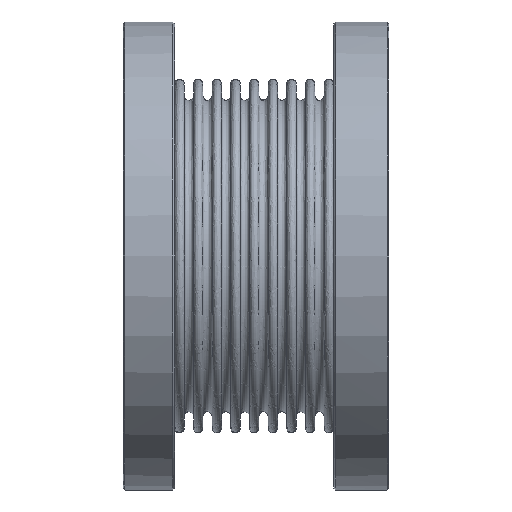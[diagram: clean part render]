
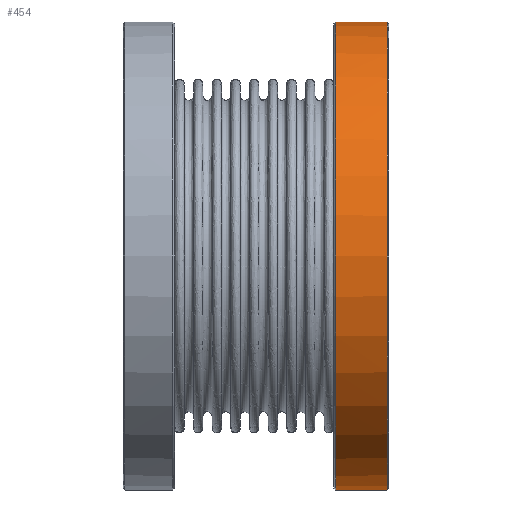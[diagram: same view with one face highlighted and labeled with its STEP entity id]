
A CAD part, front view. The second image highlights one B-rep face of the part: STEP entity #454.
In plain terms, the highlighted cylindrical face has radius 101.2 mm (diameter 202.4 mm), a partial arc.
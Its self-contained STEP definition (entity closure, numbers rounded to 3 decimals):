
#454=ADVANCED_FACE('',(#3289),#3288,.T.);
#3288=CYLINDRICAL_SURFACE('',#6946,101.2);
#3289=FACE_OUTER_BOUND('',#6947,.T.);
#6943=CARTESIAN_POINT('',(0.,0.,0.));
#6944=DIRECTION('',(1.,0.,0.));
#6945=DIRECTION('',(0.,0.,-1.));
#6946=AXIS2_PLACEMENT_3D('',#6943,#6944,#6945);
#6947=EDGE_LOOP('',(#8530,#8531,#8532,#8533,#8534,#8535,#8536,#8537));
#8530=ORIENTED_EDGE('',*,*,#9319,.F.);
#8531=ORIENTED_EDGE('',*,*,#9316,.T.);
#8532=ORIENTED_EDGE('',*,*,#9144,.F.);
#8533=ORIENTED_EDGE('',*,*,#9132,.T.);
#8534=ORIENTED_EDGE('',*,*,#9183,.T.);
#8535=ORIENTED_EDGE('',*,*,#9221,.F.);
#8536=ORIENTED_EDGE('',*,*,#9225,.F.);
#8537=ORIENTED_EDGE('',*,*,#9318,.F.);
#9132=EDGE_CURVE('',#12684,#12685,#12686,.T.);
#9144=EDGE_CURVE('',#12684,#12767,#12768,.T.);
#9183=EDGE_CURVE('',#12685,#13030,#13037,.T.);
#9221=EDGE_CURVE('',#13293,#13030,#13300,.T.);
#9225=EDGE_CURVE('',#13319,#13293,#13326,.T.);
#9316=EDGE_CURVE('',#13920,#12767,#13921,.T.);
#9318=EDGE_CURVE('',#13927,#13319,#13934,.T.);
#9319=EDGE_CURVE('',#13920,#13927,#13940,.T.);
#12684=VERTEX_POINT('',#16534);
#12685=VERTEX_POINT('',#16535);
#12686=LINE('',#16536,#16537);
#12767=VERTEX_POINT('',#16585);
#12768=CIRCLE('',#16589,101.2);
#13030=VERTEX_POINT('',#16771);
#13037=CIRCLE('',#16779,101.2);
#13293=VERTEX_POINT('',#16953);
#13300=LINE('',#16957,#16958);
#13319=VERTEX_POINT('',#16969);
#13326=CIRCLE('',#16977,101.2);
#13920=VERTEX_POINT('',#17302);
#13921=(BOUNDED_CURVE() B_SPLINE_CURVE(1,(#17303,#17304),.UNSPECIFIED.,.F.,.F.) B_SPLINE_CURVE_WITH_KNOTS((2,2),(0.083,0.909),.UNSPECIFIED.) CURVE() GEOMETRIC_REPRESENTATION_ITEM() RATIONAL_B_SPLINE_CURVE((1.,1.)) REPRESENTATION_ITEM('') );
#13927=VERTEX_POINT('',#17305);
#13934=(BOUNDED_CURVE() B_SPLINE_CURVE(1,(#17310,#17311),.UNSPECIFIED.,.F.,.F.) B_SPLINE_CURVE_WITH_KNOTS((2,2),(0.083,0.909),.UNSPECIFIED.) CURVE() GEOMETRIC_REPRESENTATION_ITEM() RATIONAL_B_SPLINE_CURVE((0.75,0.75)) REPRESENTATION_ITEM('') );
#13940=CIRCLE('',#17315,101.2);
#16534=CARTESIAN_POINT('',(-1.,-1.,-101.195));
#16535=CARTESIAN_POINT('',(-0.8,-1.,-101.195));
#16536=CARTESIAN_POINT('',(-1.,-1.,-101.195));
#16537=VECTOR('',#16538,0.2);
#16538=DIRECTION('',(1.,0.,0.));
#16585=CARTESIAN_POINT('',(-1.,0.,-101.2));
#16586=CARTESIAN_POINT('',(-1.,0.,0.));
#16587=DIRECTION('',(1.,0.,0.));
#16588=DIRECTION('',(0.,0.01,-1.));
#16589=AXIS2_PLACEMENT_3D('',#16586,#16587,#16588);
#16771=CARTESIAN_POINT('',(-0.8,-1.,101.195));
#16776=CARTESIAN_POINT('',(-0.8,0.,0.));
#16777=DIRECTION('',(-1.,0.,0.));
#16778=DIRECTION('',(0.,0.,-1.));
#16779=AXIS2_PLACEMENT_3D('',#16776,#16777,#16778);
#16953=CARTESIAN_POINT('',(-1.,-1.,101.195));
#16957=CARTESIAN_POINT('',(-1.,-1.,101.195));
#16958=VECTOR('',#16959,0.2);
#16959=DIRECTION('',(1.,0.,0.));
#16969=CARTESIAN_POINT('',(-1.,0.,101.2));
#16974=CARTESIAN_POINT('',(-1.,0.,0.));
#16975=DIRECTION('',(1.,0.,0.));
#16976=DIRECTION('',(0.,0.,-1.));
#16977=AXIS2_PLACEMENT_3D('',#16974,#16975,#16976);
#17302=CARTESIAN_POINT('',(-23.1,0.,-101.2));
#17303=CARTESIAN_POINT('',(-23.1,0.,-101.2));
#17304=CARTESIAN_POINT('',(-1.,0.,-101.2));
#17305=CARTESIAN_POINT('',(-23.1,0.,101.2));
#17310=CARTESIAN_POINT('',(-23.1,0.,101.2));
#17311=CARTESIAN_POINT('',(-1.,0.,101.2));
#17312=CARTESIAN_POINT('',(-23.1,0.,0.));
#17313=DIRECTION('',(-1.,0.,0.));
#17314=DIRECTION('',(0.,0.,1.));
#17315=AXIS2_PLACEMENT_3D('',#17312,#17313,#17314);
